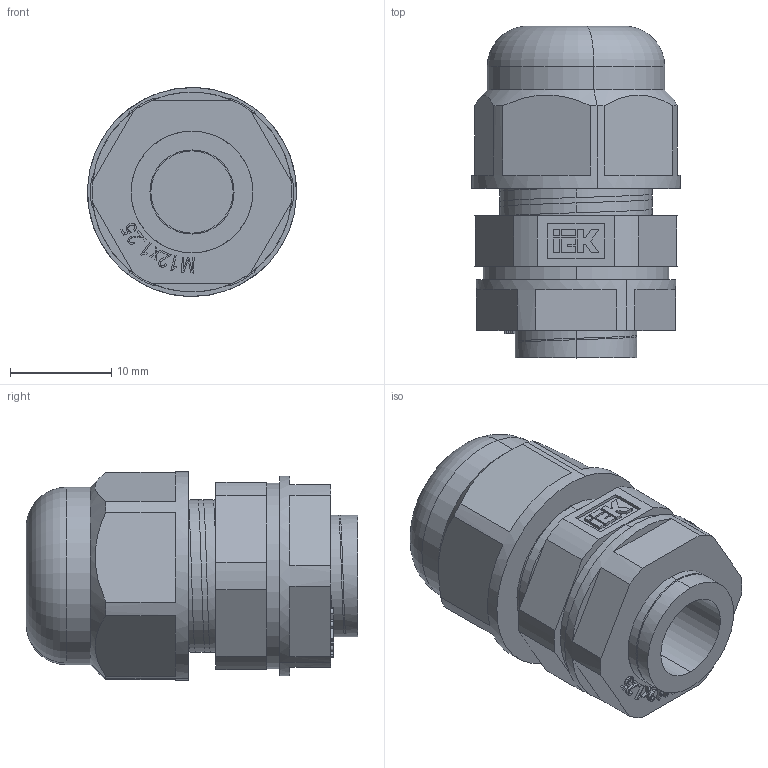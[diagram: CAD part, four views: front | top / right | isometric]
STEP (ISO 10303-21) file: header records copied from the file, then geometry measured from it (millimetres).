
FILE_DESCRIPTION (( 'STEP AP214' ), '1' );
FILE_NAME ('ÀÃÈÅ 740.00.000 Ñàëüíèê MG12.STEP', '2016-11-08T08:53:24', ( '' ), ( '' ), 'SwSTEP 2.0', 'SolidWorks 2014', '' );
FILE_SCHEMA (( 'AUTOMOTIVE_DESIGN' ));
Length unit declared in the file: millimetre
Products named in the file (1): ÀÃÈÅ 740.00.000 Ñàëüíèê MG12
Bounding box: 20.59 x 32.7 x 20.6 mm (x, y, z)
Volume: 6002.6 mm3; surface area: 6907.5 mm2
Topology: 5 solids, 5 shells, 347 faces, 927 edges, 614 vertices
Faces by surface type: plane 217, cylinder 62, bspline 52, cone 14, torus 2
Entity records: 18055 total; most frequent: CARTESIAN_POINT 5969, ORIENTED_EDGE 1854, DIRECTION 1485, EDGE_CURVE 927, VERTEX_POINT 614, LINE 611, VECTOR 611, AXIS2_PLACEMENT_3D 437
